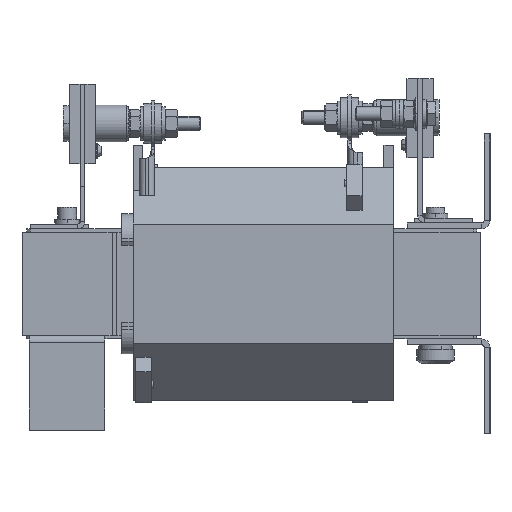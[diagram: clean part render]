
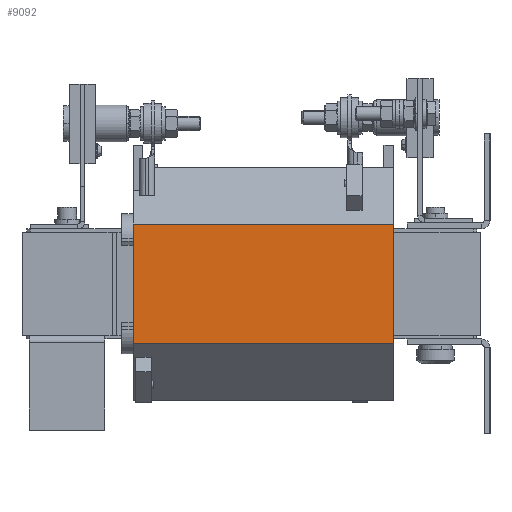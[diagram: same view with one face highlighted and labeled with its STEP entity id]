
A CAD part, left-side view. The second image highlights one B-rep face of the part: STEP entity #9092.
In plain terms, the highlighted planar face has unit normal (-1, 0, 0).
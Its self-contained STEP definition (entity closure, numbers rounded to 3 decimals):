
#219 = LINE ( 'NONE', #22218, #19295 ) ;
#3539 = PLANE ( 'NONE',  #36508 ) ;
#3931 = VECTOR ( 'NONE', #21794, 1000. ) ;
#6791 = DIRECTION ( 'NONE',  ( 0., 1., 0. ) ) ;
#7374 = CARTESIAN_POINT ( 'NONE',  ( -143.5, 17.75, 25.25 ) ) ;
#7522 = VERTEX_POINT ( 'NONE', #14593 ) ;
#7882 = DIRECTION ( 'NONE',  ( -1., 0., 0. ) ) ;
#9092 = ADVANCED_FACE ( 'Defeature ausgef�hrt2_90', ( #11036 ), #3539, .T. ) ;
#9397 = EDGE_CURVE ( 'Defeature ausgef�hrt2_82+Defeature ausgef�hrt2_90+Defeature ausgef�hrt2_84+Defeature ausgef�hrt2_89', #15783, #31335, #219, .T. ) ;
#10220 = EDGE_LOOP ( 'NONE', ( #32341, #24578, #41264, #12672 ) ) ;
#10850 = EDGE_CURVE ( 'Defeature ausgef�hrt2_84+Defeature ausgef�hrt2_90+Defeature ausgef�hrt2_81+Defeature ausgef�hrt2_82', #25436, #15783, #46139, .T. ) ;
#11036 = FACE_OUTER_BOUND ( 'NONE', #10220, .T. ) ;
#11110 = LINE ( 'NONE', #18269, #3931 ) ;
#12672 = ORIENTED_EDGE ( 'NONE', *, *, #21528, .T. ) ;
#14593 = CARTESIAN_POINT ( 'NONE',  ( -143.5, 17.75, 25.25 ) ) ;
#15783 = VERTEX_POINT ( 'NONE', #22460 ) ;
#17280 = CARTESIAN_POINT ( 'NONE',  ( -143.5, 17.75, 25.25 ) ) ;
#18049 = DIRECTION ( 'NONE',  ( 0., 0., 1. ) ) ;
#18269 = CARTESIAN_POINT ( 'NONE',  ( -143.5, 17.75, 25.25 ) ) ;
#19295 = VECTOR ( 'NONE', #18049, 1000. ) ;
#21528 = EDGE_CURVE ( 'Defeature ausgef�hrt2_90+Defeature ausgef�hrt2_81+Defeature ausgef�hrt2_84+Defeature ausgef�hrt2_89', #25436, #7522, #11110, .T. ) ;
#21794 = DIRECTION ( 'NONE',  ( 0., 0., 1. ) ) ;
#22218 = CARTESIAN_POINT ( 'NONE',  ( -143.5, 127.5, 25.25 ) ) ;
#22224 = CARTESIAN_POINT ( 'NONE',  ( -143.5, 17.75, -25.25 ) ) ;
#22460 = CARTESIAN_POINT ( 'NONE',  ( -143.5, 127.5, -25.25 ) ) ;
#24578 = ORIENTED_EDGE ( 'NONE', *, *, #9397, .F. ) ;
#25436 = VERTEX_POINT ( 'NONE', #30002 ) ;
#26944 = VECTOR ( 'NONE', #6791, 1000. ) ;
#28678 = VECTOR ( 'NONE', #32637, 1000. ) ;
#30002 = CARTESIAN_POINT ( 'NONE',  ( -143.5, 17.75, -25.25 ) ) ;
#30362 = DIRECTION ( 'NONE',  ( 0., 1., 0. ) ) ;
#31335 = VERTEX_POINT ( 'NONE', #43939 ) ;
#32341 = ORIENTED_EDGE ( 'NONE', *, *, #36858, .T. ) ;
#32637 = DIRECTION ( 'NONE',  ( 0., 1., 0. ) ) ;
#36508 = AXIS2_PLACEMENT_3D ( 'NONE', #7374, #7882, #30362 ) ;
#36858 = EDGE_CURVE ( 'Defeature ausgef�hrt2_90+Defeature ausgef�hrt2_89+Defeature ausgef�hrt2_81+Defeature ausgef�hrt2_82', #7522, #31335, #37053, .T. ) ;
#37053 = LINE ( 'NONE', #17280, #28678 ) ;
#41264 = ORIENTED_EDGE ( 'NONE', *, *, #10850, .F. ) ;
#43939 = CARTESIAN_POINT ( 'NONE',  ( -143.5, 127.5, 25.25 ) ) ;
#46139 = LINE ( 'NONE', #22224, #26944 ) ;
